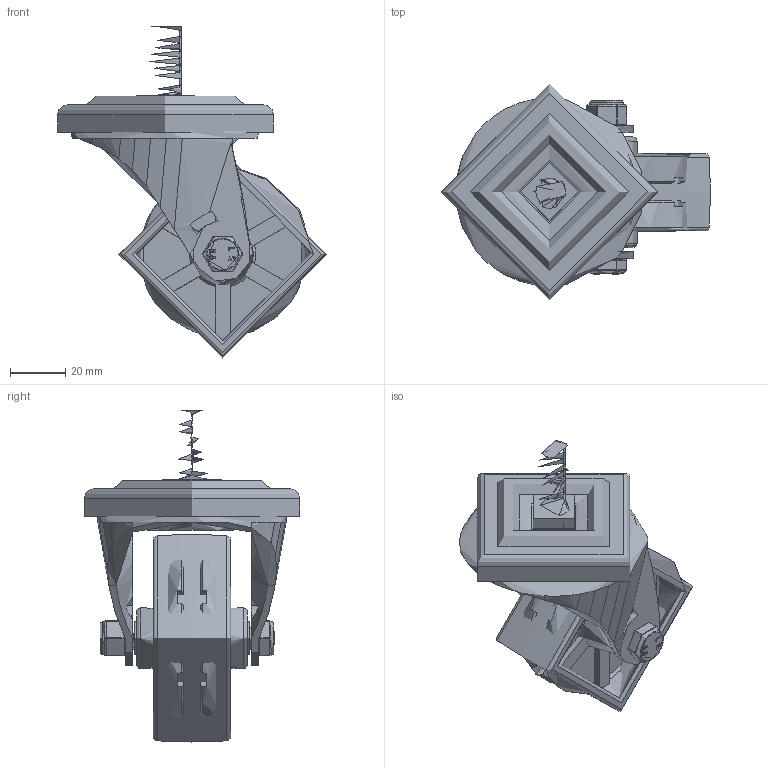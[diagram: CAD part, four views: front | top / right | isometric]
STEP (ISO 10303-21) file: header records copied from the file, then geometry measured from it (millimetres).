
FILE_DESCRIPTION(/* description */ (''),/* implementation_level */ '2;1');
FILE_NAME(/* name */ 'BZH75NYM12X25.step',/* time_stamp */ '2024-06-28T14:15:55+01:00',/* author */ (''),/* organization */ (''),/* preprocessor_version */ 'ST-DEVELOPER v20',/* originating_system */ 'Autodesk Translation Framework v13.14.0.145',/* authorisation */ '');
FILE_SCHEMA (('AUTOMOTIVE_DESIGN { 1 0 10303 214 3 1 1 }'));
Length unit declared in the file: millimetre
Products named in the file (15): BZH75NYM12X25; BZH75ASST v2; ZINC PLATED, PRESSED STEEL HEAD; ZINC PLATED, PRESSED STEEL FORKS; FIXED THREADED STEM; BZH75WNY v1; NYLON WHEEL; TUBEM12X40 v1; ZINC PLATED STEEL TUBE; HEXBOLTM8X55Z8.8 v2; GRADE 8.8 ZINC PLATED BOLT; NYLOCM8Z v1; NYLOC NUT; NUT; RUBBER
Assembly tree (14 placements, depth 4):
  BZH75NYM12X25
    BZH75ASST v2
      ZINC PLATED, PRESSED STEEL HEAD
      ZINC PLATED, PRESSED STEEL FORKS
      FIXED THREADED STEM
    BZH75WNY v1
      NYLON WHEEL
    TUBEM12X40 v1
      ZINC PLATED STEEL TUBE
    HEXBOLTM8X55Z8.8 v2
      GRADE 8.8 ZINC PLATED BOLT
    NYLOCM8Z v1
      NYLOC NUT
        NUT
        RUBBER
Bounding box: 97.2 x 78 x 120 mm (x, y, z)
Volume: 120439.2 mm3; surface area: 66581.7 mm2
Topology: 8 solids, 8 shells, 481 faces, 1249 edges, 796 vertices
Faces by surface type: plane 176, cylinder 176, bspline 50, torus 44, sphere 24, cone 11
Full cylindrical faces by diameter (mm): 0.664 x2, 6.446 x7, 7.866 x13, 8 x3, 8.2 x2, 8.4 x1, 8.6 x2, 9.836 x13, 11.5 x1, 11.834 x14, 11.9 x1, 12.1 x1, 12.4 x1, 15.5 x1, 16.009 x1, 17 x1, 21 x1, 22 x2, 42 x1, 44 x1, 63 x1, 68 x1, 73 x1, 78 x1
Entity records: 24999 total; most frequent: CARTESIAN_POINT 13317, ORIENTED_EDGE 2486, DIRECTION 2221, EDGE_CURVE 1243, AXIS2_PLACEMENT_3D 855, VERTEX_POINT 796, EDGE_LOOP 519, LINE 511
